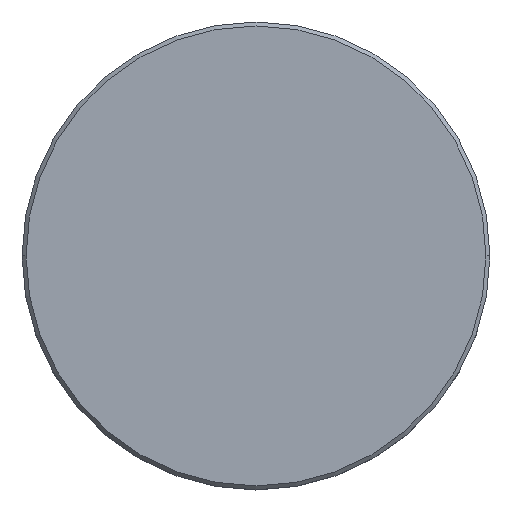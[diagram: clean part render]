
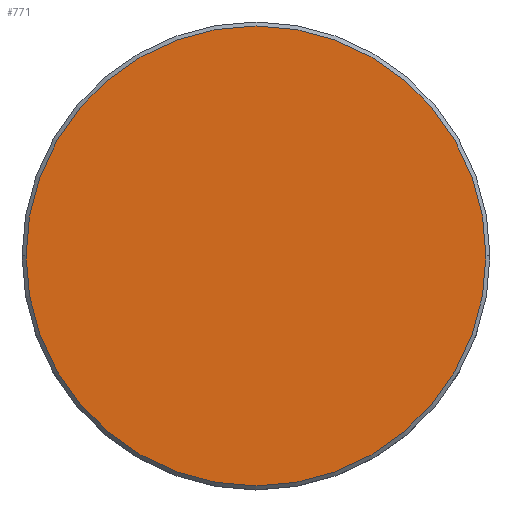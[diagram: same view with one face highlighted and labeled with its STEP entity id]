
A CAD part, top view. The second image highlights one B-rep face of the part: STEP entity #771.
In plain terms, the highlighted planar face has unit normal (0, 0, 1).
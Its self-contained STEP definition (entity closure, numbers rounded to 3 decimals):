
#13 = CARTESIAN_POINT ( 'NONE',  ( 0., 0., 0. ) ) ;
#110 = DIRECTION ( 'NONE',  ( 1., 0., 0. ) ) ;
#180 = DIRECTION ( 'NONE',  ( 0., 0., 1. ) ) ;
#272 = AXIS2_PLACEMENT_3D ( 'NONE', #13, #654, #110 ) ;
#278 = EDGE_CURVE ( 'NONE', #445, #799, #949, .T. ) ;
#406 = CARTESIAN_POINT ( 'NONE',  ( 0., 0., 0. ) ) ;
#445 = VERTEX_POINT ( 'NONE', #964 ) ;
#572 = EDGE_CURVE ( 'NONE', #799, #445, #717, .T. ) ;
#635 = CARTESIAN_POINT ( 'NONE',  ( -29., 0., 0. ) ) ;
#654 = DIRECTION ( 'NONE',  ( 0., 0., 1. ) ) ;
#717 = CIRCLE ( 'NONE', #886, 29. ) ;
#771 = ADVANCED_FACE ( 'NONE', ( #1036 ), #825, .T. ) ;
#799 = VERTEX_POINT ( 'NONE', #635 ) ;
#825 = PLANE ( 'NONE',  #272 ) ;
#886 = AXIS2_PLACEMENT_3D ( 'NONE', #1175, #180, #891 ) ;
#891 = DIRECTION ( 'NONE',  ( 1., 0., 0. ) ) ;
#928 = AXIS2_PLACEMENT_3D ( 'NONE', #406, #1037, #1135 ) ;
#949 = CIRCLE ( 'NONE', #928, 29. ) ;
#957 = ORIENTED_EDGE ( 'NONE', *, *, #572, .T. ) ;
#964 = CARTESIAN_POINT ( 'NONE',  ( 29., 0., 0. ) ) ;
#1012 = EDGE_LOOP ( 'NONE', ( #957, #1122 ) ) ;
#1036 = FACE_OUTER_BOUND ( 'NONE', #1012, .T. ) ;
#1037 = DIRECTION ( 'NONE',  ( 0., 0., 1. ) ) ;
#1122 = ORIENTED_EDGE ( 'NONE', *, *, #278, .T. ) ;
#1135 = DIRECTION ( 'NONE',  ( 1., 0., 0. ) ) ;
#1175 = CARTESIAN_POINT ( 'NONE',  ( 0., 0., 0. ) ) ;
